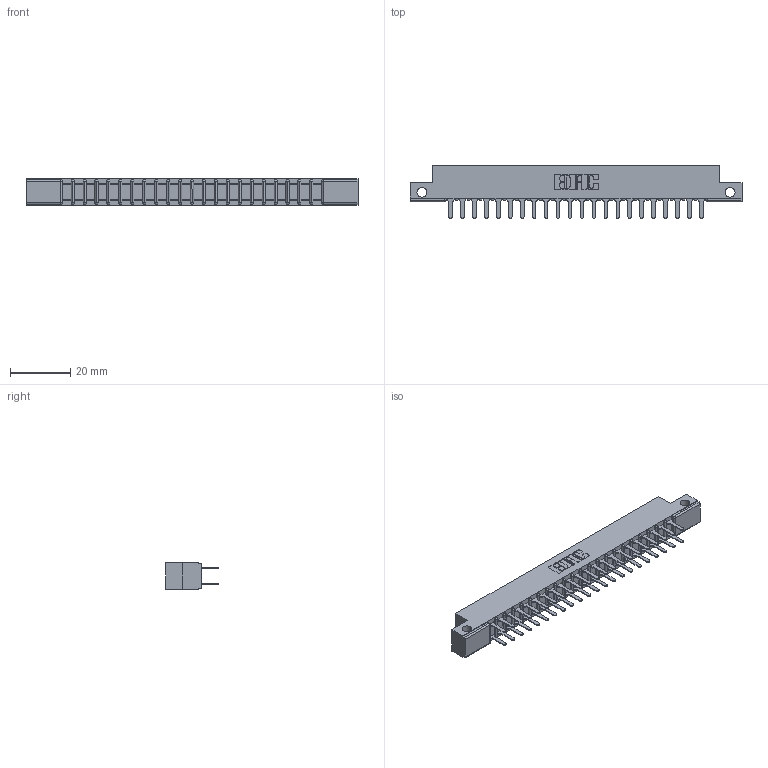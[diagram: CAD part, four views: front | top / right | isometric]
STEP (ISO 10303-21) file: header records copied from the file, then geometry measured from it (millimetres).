
FILE_DESCRIPTION (( 'STEP AP203' ), '1' );
FILE_NAME ('307-044-420-212.STEP', '2020-09-30T00:23:21', ( '' ), ( '' ), 'SwSTEP 2.0', 'SolidWorks 2020', '' );
FILE_SCHEMA (( 'CONFIG_CONTROL_DESIGN' ));
Length unit declared in the file: inch
Products named in the file (3): 307-290-001_520; 307-044-420-212; 307 Part_.128 Dia Side Mounting Holes
Assembly tree (45 placements, depth 2):
  307-044-420-212
    307 Part_.128 Dia Side Mounting Holes
    307-290-001_520  x44
Bounding box: 110.19 x 17.42 x 8.71 mm (x, y, z)
Volume: 7163.6 mm3; surface area: 12635.2 mm2
Topology: 45 solids, 45 shells, 2165 faces, 6043 edges, 3906 vertices
Faces by surface type: plane 1434, cylinder 685, sphere 46
Entity records: 22000 total; most frequent: CARTESIAN_POINT 3602, ORIENTED_EDGE 3566, DIRECTION 3537, EDGE_CURVE 1783, LINE 1359, VECTOR 1359, VERTEX_POINT 1154, AXIS2_PLACEMENT_3D 1089
